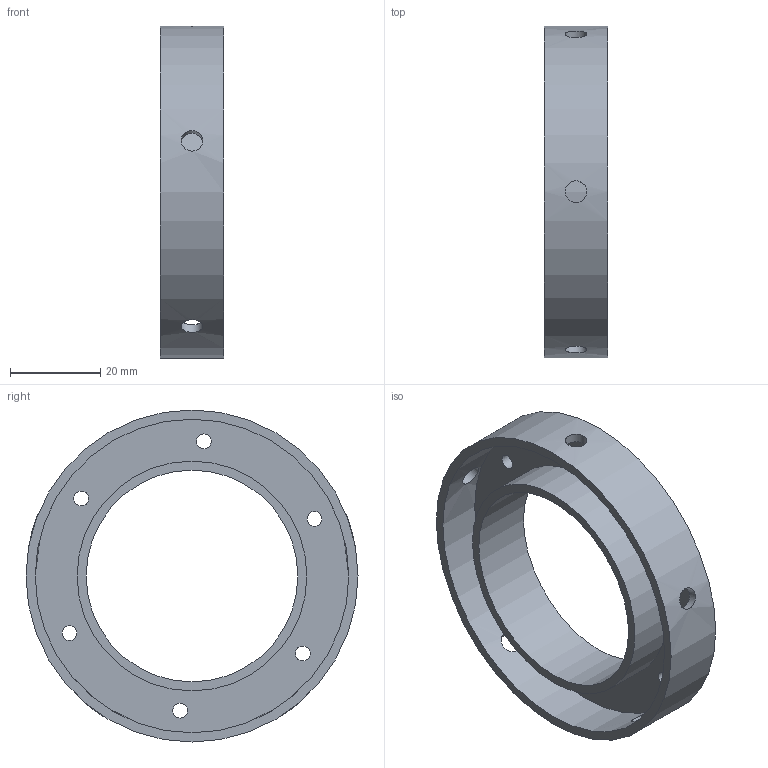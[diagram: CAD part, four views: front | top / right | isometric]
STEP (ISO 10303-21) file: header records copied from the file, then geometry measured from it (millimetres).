
FILE_DESCRIPTION(('FreeCAD Model'),'2;1');
FILE_NAME('Embout silencieux supertrapp.step', '2020-02-23T23:52:51',('Author'),(''), 'Open CASCADE STEP processor 7.3','FreeCAD','Unknown');
FILE_SCHEMA(('AUTOMOTIVE_DESIGN { 1 0 10303 214 1 1 1 1 }'));
Length unit declared in the file: millimetre
Products named in the file (1): Body
Bounding box: 14 x 73.7 x 73.7 mm (x, y, z)
Volume: 17424.8 mm3; surface area: 14279.5 mm2
Topology: 1 solids, 1 shells, 19 faces, 45 edges, 30 vertices
Faces by surface type: cylinder 15, plane 4
Full cylindrical faces by diameter (mm): 3.3 x6, 4.8 x5, 47 x1, 51 x1, 69.6 x1, 73.7 x1
Entity records: 4621 total; most frequent: CARTESIAN_POINT 3671, DIRECTION 159, ORIENTED_EDGE 90, PCURVE 90, DEFINITIONAL_REPRESENTATION 90, LINE 65, VECTOR 65, FACE_BOUND 45
